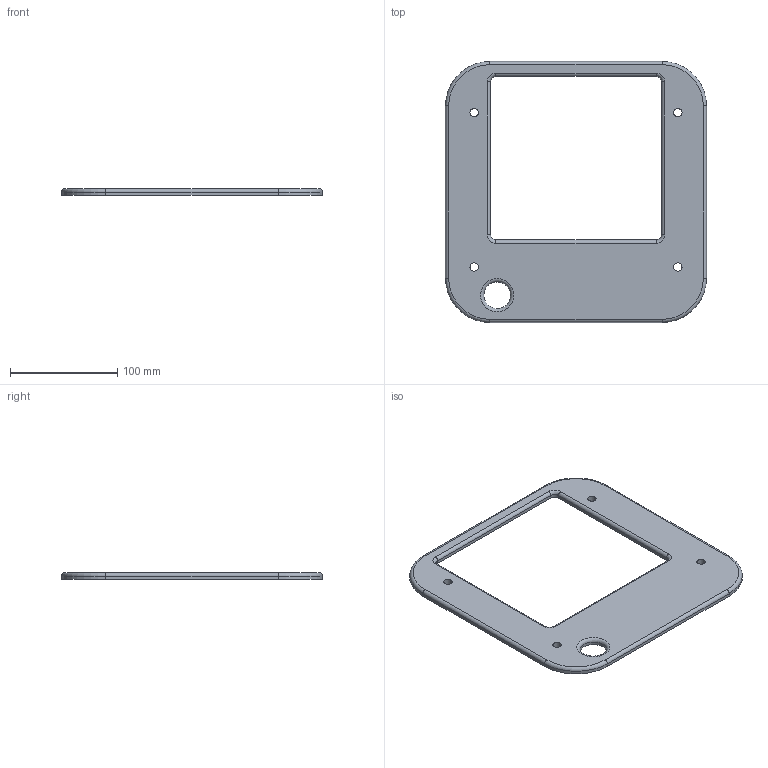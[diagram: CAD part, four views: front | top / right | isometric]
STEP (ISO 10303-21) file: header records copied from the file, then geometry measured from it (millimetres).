
FILE_DESCRIPTION(/* description */ (''),/* implementation_level */ '2;1');
FILE_NAME(/* name */ 'Softtop v8.step',/* time_stamp */ '2022-07-11T21:06:13+02:00',/* author */ (''),/* organization */ (''),/* preprocessor_version */ 'ST-DEVELOPER v19',/* originating_system */ 'Autodesk Translation Framework v11.7.0.108',/* authorisation */ '');
FILE_SCHEMA (('AUTOMOTIVE_DESIGN { 1 0 10303 214 3 1 1 }'));
Length unit declared in the file: millimetre
Products named in the file (1): UIV56C
Bounding box: 243.5 x 243.5 x 6 mm (x, y, z)
Volume: 193885.3 mm3; surface area: 73775.5 mm2
Topology: 1 solids, 1 shells, 40 faces, 98 edges, 60 vertices
Faces by surface type: cylinder 21, plane 10, torus 9
Full cylindrical faces by diameter (mm): 7.8 x4, 25 x1
Entity records: 1251 total; most frequent: DIRECTION 233, CARTESIAN_POINT 199, ORIENTED_EDGE 196, EDGE_CURVE 98, AXIS2_PLACEMENT_3D 94, VERTEX_POINT 60, CIRCLE 53, EDGE_LOOP 52
